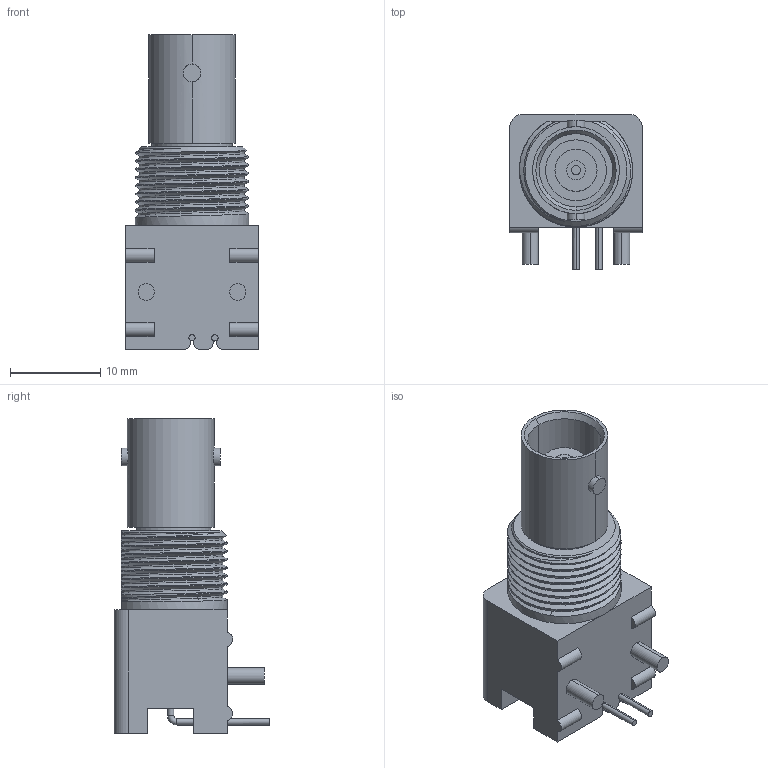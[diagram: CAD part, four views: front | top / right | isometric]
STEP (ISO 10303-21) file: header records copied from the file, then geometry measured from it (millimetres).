
FILE_DESCRIPTION((''),'2;1');
FILE_NAME('C-5227161-9','2016-10-07T',('workeradm'),('Tyco Electronics Ltd.'),'CREO PARAMETRIC BY PTC INC, 2016050','CREO PARAMETRIC BY PTC INC, 2016050','');
FILE_SCHEMA(('AUTOMOTIVE_DESIGN { 1 0 10303 214 1 1 1 1 }'));
Length unit declared in the file: millimetre
Products named in the file (1): C-5227161-9
Bounding box: 14.76 x 17.3 x 34.92 mm (x, y, z)
Volume: 3742.5 mm3; surface area: 2454 mm2
Topology: 1 solids, 1 shells, 146 faces, 380 edges, 245 vertices
Faces by surface type: cylinder 54, plane 47, bspline 35, cone 6, torus 4
Entity records: 10421 total; most frequent: CARTESIAN_POINT 6857, ORIENTED_EDGE 760, DIRECTION 613, EDGE_CURVE 380, VERTEX_POINT 245, AXIS2_PLACEMENT_3D 219, VECTOR 175, LINE 175
